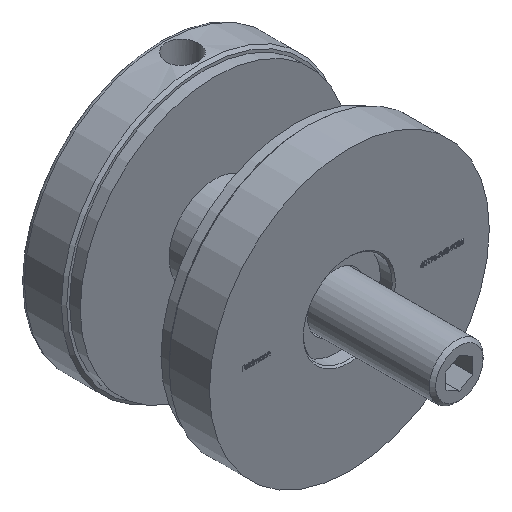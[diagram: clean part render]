
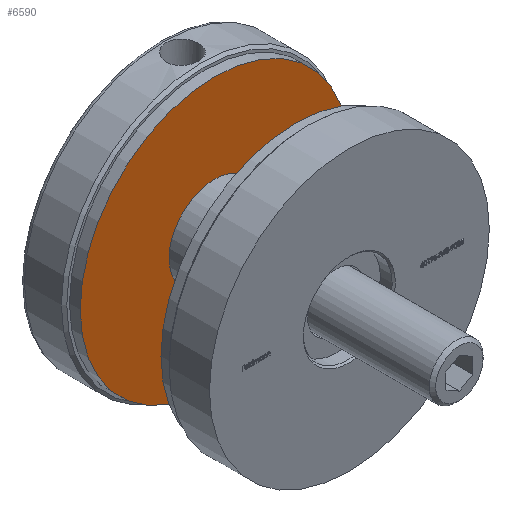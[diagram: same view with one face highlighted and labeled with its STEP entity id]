
A CAD part, isometric view. The second image highlights one B-rep face of the part: STEP entity #6590.
In plain terms, the highlighted face is planar.
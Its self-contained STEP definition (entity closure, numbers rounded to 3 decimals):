
#1998 = VERTEX_POINT ( 'NONE', #8147 ) ;
#2369 = CARTESIAN_POINT ( 'NONE',  ( 8.5, -2., 0. ) ) ;
#4546 = AXIS2_PLACEMENT_3D ( 'NONE', #2369, #13676, #15072 ) ;
#4608 = ORIENTED_EDGE ( 'NONE', *, *, #11435, .F. ) ;
#4665 = DIRECTION ( 'NONE',  ( 0., 1., 0. ) ) ;
#6293 = EDGE_CURVE ( 'NONE', #16316, #16316, #16142, .T. ) ;
#6590 = ADVANCED_FACE ( 'NONE', ( #6880, #10414 ), #7968, .F. ) ;
#6880 = FACE_BOUND ( 'NONE', #14737, .T. ) ;
#7023 = DIRECTION ( 'NONE',  ( 0., 0., 1. ) ) ;
#7460 = CARTESIAN_POINT ( 'NONE',  ( 0., -2., 0. ) ) ;
#7968 = PLANE ( 'NONE',  #4546 ) ;
#8147 = CARTESIAN_POINT ( 'NONE',  ( 0., -2., 8.5 ) ) ;
#8171 = AXIS2_PLACEMENT_3D ( 'NONE', #7460, #4665, #11776 ) ;
#8637 = DIRECTION ( 'NONE',  ( 0., 1., 0. ) ) ;
#8958 = AXIS2_PLACEMENT_3D ( 'NONE', #9878, #8637, #7023 ) ;
#9878 = CARTESIAN_POINT ( 'NONE',  ( 0., -2., 0. ) ) ;
#10017 = ORIENTED_EDGE ( 'NONE', *, *, #6293, .T. ) ;
#10414 = FACE_OUTER_BOUND ( 'NONE', #18179, .T. ) ;
#11094 = CARTESIAN_POINT ( 'NONE',  ( 0., -2., 25. ) ) ;
#11435 = EDGE_CURVE ( 'NONE', #1998, #1998, #15517, .T. ) ;
#11776 = DIRECTION ( 'NONE',  ( 0., 0., 1. ) ) ;
#13676 = DIRECTION ( 'NONE',  ( 0., -1., 0. ) ) ;
#14737 = EDGE_LOOP ( 'NONE', ( #4608 ) ) ;
#15072 = DIRECTION ( 'NONE',  ( 0., 0., -1. ) ) ;
#15517 = CIRCLE ( 'NONE', #8171, 8.5 ) ;
#16142 = CIRCLE ( 'NONE', #8958, 25. ) ;
#16316 = VERTEX_POINT ( 'NONE', #11094 ) ;
#18179 = EDGE_LOOP ( 'NONE', ( #10017 ) ) ;
